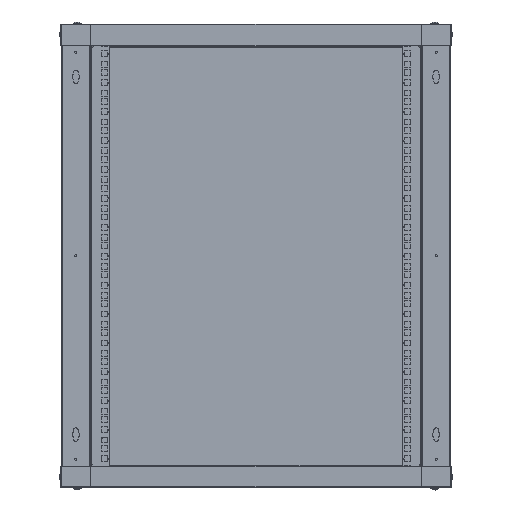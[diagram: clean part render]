
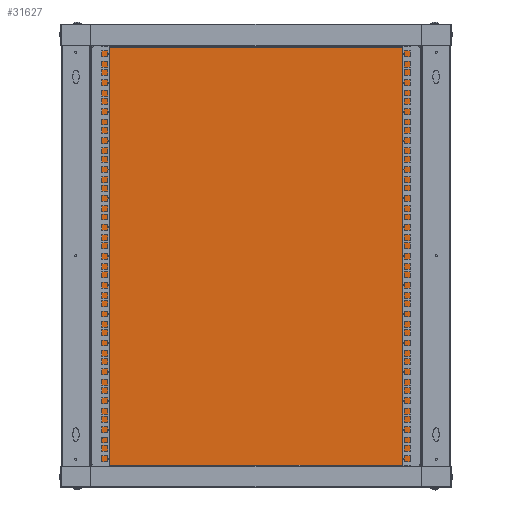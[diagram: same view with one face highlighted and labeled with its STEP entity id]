
A CAD part, top view. The second image highlights one B-rep face of the part: STEP entity #31627.
In plain terms, the highlighted face is planar.
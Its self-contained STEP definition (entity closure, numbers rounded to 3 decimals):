
#2343 = CARTESIAN_POINT ( 'NONE',  ( -296.5, 1., -321.5 ) ) ;
#2538 = ORIENTED_EDGE ( 'NONE', *, *, #54720, .F. ) ;
#2849 = EDGE_CURVE ( 'NONE', #51708, #49077, #26242, .T. ) ;
#3191 = CIRCLE ( 'NONE', #52689, 3. ) ;
#3339 = CARTESIAN_POINT ( 'NONE',  ( 296.5, 1., -321.5 ) ) ;
#4122 = CIRCLE ( 'NONE', #33601, 9.5 ) ;
#5389 = VECTOR ( 'NONE', #61630, 1000. ) ;
#5440 = CARTESIAN_POINT ( 'NONE',  ( -295.5, 1., 296.5 ) ) ;
#6486 = CARTESIAN_POINT ( 'NONE',  ( -295.5, 1., 321.5 ) ) ;
#7360 = EDGE_CURVE ( 'NONE', #49077, #37464, #26203, .T. ) ;
#8287 = DIRECTION ( 'NONE',  ( 1., 0., 0. ) ) ;
#8839 = VECTOR ( 'NONE', #15895, 1000. ) ;
#9128 = VECTOR ( 'NONE', #24736, 1000. ) ;
#9327 = LINE ( 'NONE', #12162, #5389 ) ;
#10167 = EDGE_CURVE ( 'NONE', #24882, #55237, #22145, .T. ) ;
#10489 = DIRECTION ( 'NONE',  ( 0., 1., 0. ) ) ;
#11084 = DIRECTION ( 'NONE',  ( 0., 0., -1. ) ) ;
#11531 = CARTESIAN_POINT ( 'NONE',  ( 0., 1., 0. ) ) ;
#11866 = FACE_BOUND ( 'NONE', #41091, .T. ) ;
#12162 = CARTESIAN_POINT ( 'NONE',  ( 296.5, 1., -321.5 ) ) ;
#12920 = VECTOR ( 'NONE', #56741, 1000. ) ;
#14396 = CARTESIAN_POINT ( 'NONE',  ( 252.5, 1., 0. ) ) ;
#15026 = FACE_BOUND ( 'NONE', #21733, .T. ) ;
#15166 = ORIENTED_EDGE ( 'NONE', *, *, #51948, .T. ) ;
#15593 = ORIENTED_EDGE ( 'NONE', *, *, #40204, .T. ) ;
#15894 = AXIS2_PLACEMENT_3D ( 'NONE', #14396, #24667, #60530 ) ;
#15895 = DIRECTION ( 'NONE',  ( 0., 0., 1. ) ) ;
#15943 = DIRECTION ( 'NONE',  ( 0., 1., 0. ) ) ;
#16614 = DIRECTION ( 'NONE',  ( 0., 0., -1. ) ) ;
#16665 = CARTESIAN_POINT ( 'NONE',  ( -236.5, 1., 279.5 ) ) ;
#18504 = LINE ( 'NONE', #5440, #43600 ) ;
#19656 = EDGE_CURVE ( 'NONE', #32867, #23501, #55127, .T. ) ;
#20491 = FACE_OUTER_BOUND ( 'NONE', #28962, .T. ) ;
#20989 = DIRECTION ( 'NONE',  ( 0., 0., -1. ) ) ;
#21733 = EDGE_LOOP ( 'NONE', ( #38344, #15593 ) ) ;
#22002 = ORIENTED_EDGE ( 'NONE', *, *, #28073, .T. ) ;
#22145 = LINE ( 'NONE', #3339, #64665 ) ;
#23483 = DIRECTION ( 'NONE',  ( 0., 0., -1. ) ) ;
#23501 = VERTEX_POINT ( 'NONE', #34778 ) ;
#23696 = CARTESIAN_POINT ( 'NONE',  ( 296.5, 1., 321.5 ) ) ;
#24504 = VERTEX_POINT ( 'NONE', #62837 ) ;
#24649 = ORIENTED_EDGE ( 'NONE', *, *, #7360, .T. ) ;
#24667 = DIRECTION ( 'NONE',  ( 0., -1., 0. ) ) ;
#24711 = DIRECTION ( 'NONE',  ( 1., 0., 0. ) ) ;
#24736 = DIRECTION ( 'NONE',  ( 0., 0., -1. ) ) ;
#24748 = EDGE_CURVE ( 'NONE', #24504, #36667, #58035, .T. ) ;
#24882 = VERTEX_POINT ( 'NONE', #46004 ) ;
#25680 = ORIENTED_EDGE ( 'NONE', *, *, #39975, .F. ) ;
#25869 = CARTESIAN_POINT ( 'NONE',  ( 296.5, 1., 321.5 ) ) ;
#26023 = DIRECTION ( 'NONE',  ( 1., 0., 0. ) ) ;
#26203 = LINE ( 'NONE', #41071, #12920 ) ;
#26242 = LINE ( 'NONE', #58011, #52198 ) ;
#26374 = CARTESIAN_POINT ( 'NONE',  ( 252.5, 1., 9.5 ) ) ;
#26602 = LINE ( 'NONE', #56491, #50299 ) ;
#27538 = DIRECTION ( 'NONE',  ( 0., -1., 0. ) ) ;
#28045 = ORIENTED_EDGE ( 'NONE', *, *, #45569, .T. ) ;
#28073 = EDGE_CURVE ( 'NONE', #36667, #24882, #9327, .T. ) ;
#28750 = DIRECTION ( 'NONE',  ( 1., 0., 0. ) ) ;
#28962 = EDGE_LOOP ( 'NONE', ( #64882, #52019, #59547, #22002, #58985, #44498, #25680, #15166, #62463, #24649, #28045, #54105 ) ) ;
#29112 = CARTESIAN_POINT ( 'NONE',  ( 296.5, 1., 321.5 ) ) ;
#29133 = CARTESIAN_POINT ( 'NONE',  ( -295.5, 1., -321.5 ) ) ;
#31020 = EDGE_CURVE ( 'NONE', #46801, #24504, #57539, .T. ) ;
#31627 = ADVANCED_FACE ( 'NONE', ( #15026, #11866, #20491 ), #36514, .F. ) ;
#32867 = VERTEX_POINT ( 'NONE', #16665 ) ;
#33601 = AXIS2_PLACEMENT_3D ( 'NONE', #53721, #27538, #37851 ) ;
#33612 = CARTESIAN_POINT ( 'NONE',  ( -295.5, 1., -296.5 ) ) ;
#34155 = VERTEX_POINT ( 'NONE', #48889 ) ;
#34306 = CARTESIAN_POINT ( 'NONE',  ( -285.5, 1., -321.5 ) ) ;
#34778 = CARTESIAN_POINT ( 'NONE',  ( -236.5, 1., 273.5 ) ) ;
#35446 = CARTESIAN_POINT ( 'NONE',  ( -295.5, 1., -296.5 ) ) ;
#36194 = VERTEX_POINT ( 'NONE', #26374 ) ;
#36514 = PLANE ( 'NONE',  #57543 ) ;
#36667 = VERTEX_POINT ( 'NONE', #25869 ) ;
#36949 = LINE ( 'NONE', #56403, #41696 ) ;
#37464 = VERTEX_POINT ( 'NONE', #52766 ) ;
#37747 = DIRECTION ( 'NONE',  ( -1., 0., 0. ) ) ;
#37851 = DIRECTION ( 'NONE',  ( 0., 0., -1. ) ) ;
#38116 = LINE ( 'NONE', #35446, #9128 ) ;
#38326 = VECTOR ( 'NONE', #24711, 1000. ) ;
#38344 = ORIENTED_EDGE ( 'NONE', *, *, #63227, .T. ) ;
#38886 = VERTEX_POINT ( 'NONE', #42058 ) ;
#39975 = EDGE_CURVE ( 'NONE', #40893, #65182, #53530, .T. ) ;
#40100 = VECTOR ( 'NONE', #8287, 1000. ) ;
#40204 = EDGE_CURVE ( 'NONE', #36194, #34155, #55049, .T. ) ;
#40893 = VERTEX_POINT ( 'NONE', #33612 ) ;
#41071 = CARTESIAN_POINT ( 'NONE',  ( -296.5, 1., -321.5 ) ) ;
#41091 = EDGE_LOOP ( 'NONE', ( #2538, #55213 ) ) ;
#41351 = CARTESIAN_POINT ( 'NONE',  ( -236.5, 1., 276.5 ) ) ;
#41696 = VECTOR ( 'NONE', #26023, 1000. ) ;
#42058 = CARTESIAN_POINT ( 'NONE',  ( -295.5, 1., 296.5 ) ) ;
#43267 = AXIS2_PLACEMENT_3D ( 'NONE', #41351, #15943, #11084 ) ;
#43600 = VECTOR ( 'NONE', #47108, 1000. ) ;
#44498 = ORIENTED_EDGE ( 'NONE', *, *, #45451, .F. ) ;
#45451 = EDGE_CURVE ( 'NONE', #65182, #55237, #26602, .T. ) ;
#45569 = EDGE_CURVE ( 'NONE', #37464, #55836, #54593, .T. ) ;
#45761 = CARTESIAN_POINT ( 'NONE',  ( -285.5, 1., -296.5 ) ) ;
#46004 = CARTESIAN_POINT ( 'NONE',  ( 296.5, 1., -321.5 ) ) ;
#46801 = VERTEX_POINT ( 'NONE', #52084 ) ;
#47108 = DIRECTION ( 'NONE',  ( 0., 0., 1. ) ) ;
#47818 = EDGE_CURVE ( 'NONE', #38886, #55836, #18504, .T. ) ;
#48889 = CARTESIAN_POINT ( 'NONE',  ( 252.5, 1., -9.5 ) ) ;
#49077 = VERTEX_POINT ( 'NONE', #2343 ) ;
#50299 = VECTOR ( 'NONE', #23483, 1000. ) ;
#50815 = EDGE_CURVE ( 'NONE', #38886, #46801, #36949, .T. ) ;
#50890 = CARTESIAN_POINT ( 'NONE',  ( -236.5, 1., 276.5 ) ) ;
#51077 = DIRECTION ( 'NONE',  ( 0., -1., 0. ) ) ;
#51708 = VERTEX_POINT ( 'NONE', #29133 ) ;
#51874 = CARTESIAN_POINT ( 'NONE',  ( -285.5, 1., 296.5 ) ) ;
#51948 = EDGE_CURVE ( 'NONE', #40893, #51708, #38116, .T. ) ;
#52019 = ORIENTED_EDGE ( 'NONE', *, *, #31020, .T. ) ;
#52084 = CARTESIAN_POINT ( 'NONE',  ( -285.5, 1., 296.5 ) ) ;
#52198 = VECTOR ( 'NONE', #62893, 1000. ) ;
#52689 = AXIS2_PLACEMENT_3D ( 'NONE', #50890, #10489, #20989 ) ;
#52766 = CARTESIAN_POINT ( 'NONE',  ( -296.5, 1., 321.5 ) ) ;
#53530 = LINE ( 'NONE', #57914, #40100 ) ;
#53721 = CARTESIAN_POINT ( 'NONE',  ( 252.5, 1., 0. ) ) ;
#54105 = ORIENTED_EDGE ( 'NONE', *, *, #47818, .F. ) ;
#54593 = LINE ( 'NONE', #23696, #54766 ) ;
#54720 = EDGE_CURVE ( 'NONE', #23501, #32867, #3191, .T. ) ;
#54766 = VECTOR ( 'NONE', #28750, 1000. ) ;
#55049 = CIRCLE ( 'NONE', #15894, 9.5 ) ;
#55127 = CIRCLE ( 'NONE', #43267, 3. ) ;
#55213 = ORIENTED_EDGE ( 'NONE', *, *, #19656, .F. ) ;
#55237 = VERTEX_POINT ( 'NONE', #34306 ) ;
#55836 = VERTEX_POINT ( 'NONE', #6486 ) ;
#56403 = CARTESIAN_POINT ( 'NONE',  ( -285.5, 1., 296.5 ) ) ;
#56491 = CARTESIAN_POINT ( 'NONE',  ( -285.5, 1., -296.5 ) ) ;
#56741 = DIRECTION ( 'NONE',  ( 0., 0., 1. ) ) ;
#57539 = LINE ( 'NONE', #51874, #8839 ) ;
#57543 = AXIS2_PLACEMENT_3D ( 'NONE', #11531, #51077, #16614 ) ;
#57914 = CARTESIAN_POINT ( 'NONE',  ( -285.5, 1., -296.5 ) ) ;
#58011 = CARTESIAN_POINT ( 'NONE',  ( 296.5, 1., -321.5 ) ) ;
#58035 = LINE ( 'NONE', #29112, #38326 ) ;
#58985 = ORIENTED_EDGE ( 'NONE', *, *, #10167, .T. ) ;
#59547 = ORIENTED_EDGE ( 'NONE', *, *, #24748, .T. ) ;
#60530 = DIRECTION ( 'NONE',  ( 0., 0., -1. ) ) ;
#61630 = DIRECTION ( 'NONE',  ( 0., 0., -1. ) ) ;
#62463 = ORIENTED_EDGE ( 'NONE', *, *, #2849, .T. ) ;
#62837 = CARTESIAN_POINT ( 'NONE',  ( -285.5, 1., 321.5 ) ) ;
#62893 = DIRECTION ( 'NONE',  ( -1., 0., 0. ) ) ;
#63227 = EDGE_CURVE ( 'NONE', #34155, #36194, #4122, .T. ) ;
#64665 = VECTOR ( 'NONE', #37747, 1000. ) ;
#64882 = ORIENTED_EDGE ( 'NONE', *, *, #50815, .T. ) ;
#65182 = VERTEX_POINT ( 'NONE', #45761 ) ;
